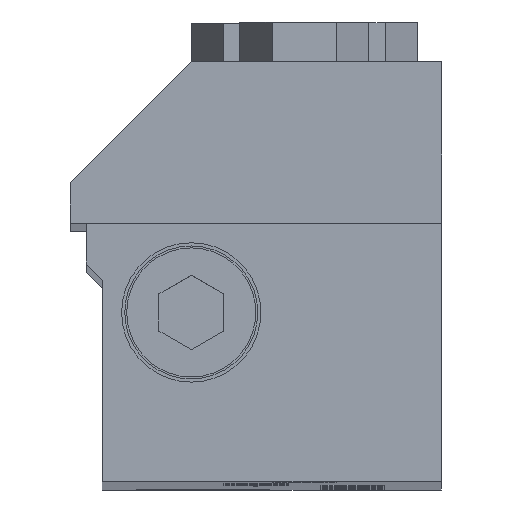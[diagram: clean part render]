
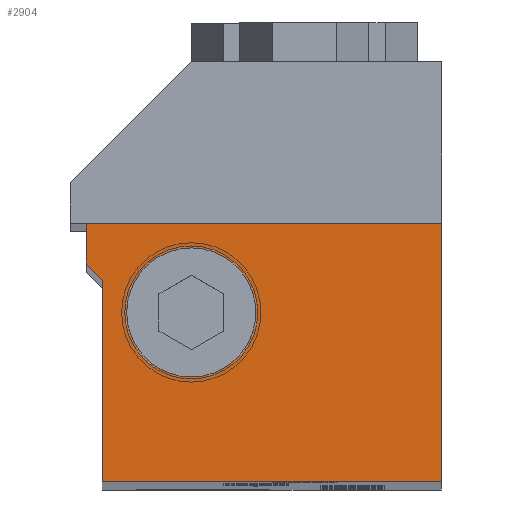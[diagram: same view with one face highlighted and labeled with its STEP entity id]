
A CAD part, top view. The second image highlights one B-rep face of the part: STEP entity #2904.
In plain terms, the highlighted planar face has unit normal (0, 0, 1).
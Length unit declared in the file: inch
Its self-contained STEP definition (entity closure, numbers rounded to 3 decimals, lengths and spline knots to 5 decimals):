
#1177=CARTESIAN_POINT('',(-0.31246,0.66735,18.0));
#1178=VERTEX_POINT('',#1177);
#1179=CARTESIAN_POINT('',(1.06254,0.66735,18.0));
#1180=VERTEX_POINT('',#1179);
#1181=CARTESIAN_POINT('',(-0.31246,0.66735,18.0));
#1182=DIRECTION('',(1.0,0.0,0.0));
#1183=VECTOR('',#1182,1.375);
#1184=LINE('',#1181,#1183);
#1185=EDGE_CURVE('',#1178,#1180,#1184,.T.);
#2093=CARTESIAN_POINT('',(0.34379,0.3236,18.0));
#2094=VERTEX_POINT('',#2093);
#2095=CARTESIAN_POINT('',(0.09379,0.3236,18.0));
#2096=DIRECTION('',(0.0,0.0,-1.0));
#2097=DIRECTION('',(1.0,0.0,0.0));
#2098=AXIS2_PLACEMENT_3D('',#2095,#2096,#2097);
#2099=CIRCLE('',#2098,0.25);
#2100=EDGE_CURVE('',#2094,#2094,#2099,.T.);
#2690=CARTESIAN_POINT('',(1.06254,-0.33265,18.0));
#2691=VERTEX_POINT('',#2690);
#2692=CARTESIAN_POINT('',(1.06254,0.66735,18.0));
#2693=DIRECTION('',(0.0,-1.0,0.0));
#2694=VECTOR('',#2693,1.0);
#2695=LINE('',#2692,#2694);
#2696=EDGE_CURVE('',#1180,#2691,#2695,.T.);
#2721=CARTESIAN_POINT('',(-0.24996,-0.33265,18.0));
#2722=VERTEX_POINT('',#2721);
#2723=CARTESIAN_POINT('',(1.06254,-0.33265,18.0));
#2724=DIRECTION('',(-1.0,0.0,0.0));
#2725=VECTOR('',#2724,1.3125);
#2726=LINE('',#2723,#2725);
#2727=EDGE_CURVE('',#2691,#2722,#2726,.T.);
#2809=CARTESIAN_POINT('',(-0.24996,0.4486,18.0));
#2810=VERTEX_POINT('',#2809);
#2811=CARTESIAN_POINT('',(-0.24996,-0.33265,18.0));
#2812=DIRECTION('',(0.0,1.0,0.0));
#2813=VECTOR('',#2812,0.78125);
#2814=LINE('',#2811,#2813);
#2815=EDGE_CURVE('',#2722,#2810,#2814,.T.);
#2840=CARTESIAN_POINT('',(-0.31246,0.5111,18.0));
#2841=VERTEX_POINT('',#2840);
#2842=CARTESIAN_POINT('',(-0.24996,0.4486,18.0));
#2843=DIRECTION('',(-0.707,0.707,0.0));
#2844=VECTOR('',#2843,0.08839);
#2845=LINE('',#2842,#2844);
#2846=EDGE_CURVE('',#2810,#2841,#2845,.T.);
#2871=CARTESIAN_POINT('',(-0.31246,0.5111,18.0));
#2872=DIRECTION('',(0.0,1.0,0.0));
#2873=VECTOR('',#2872,0.15625);
#2874=LINE('',#2871,#2873);
#2875=EDGE_CURVE('',#2841,#1178,#2874,.T.);
#2888=CARTESIAN_POINT('',(0.39092,0.1757,18.0));
#2889=DIRECTION('',(0.0,0.0,1.0));
#2890=DIRECTION('',(1.0,0.0,0.0));
#2891=AXIS2_PLACEMENT_3D('',#2888,#2889,#2890);
#2892=PLANE('',#2891);
#2893=ORIENTED_EDGE('',*,*,#2696,.F.);
#2894=ORIENTED_EDGE('',*,*,#1185,.F.);
#2895=ORIENTED_EDGE('',*,*,#2875,.F.);
#2896=ORIENTED_EDGE('',*,*,#2846,.F.);
#2897=ORIENTED_EDGE('',*,*,#2815,.F.);
#2898=ORIENTED_EDGE('',*,*,#2727,.F.);
#2899=EDGE_LOOP('',(#2893,#2894,#2895,#2896,#2897,#2898));
#2900=FACE_OUTER_BOUND('',#2899,.T.);
#2901=ORIENTED_EDGE('',*,*,#2100,.T.);
#2902=EDGE_LOOP('',(#2901));
#2903=FACE_BOUND('',#2902,.T.);
#2904=ADVANCED_FACE('',(#2900,#2903),#2892,.T.);
